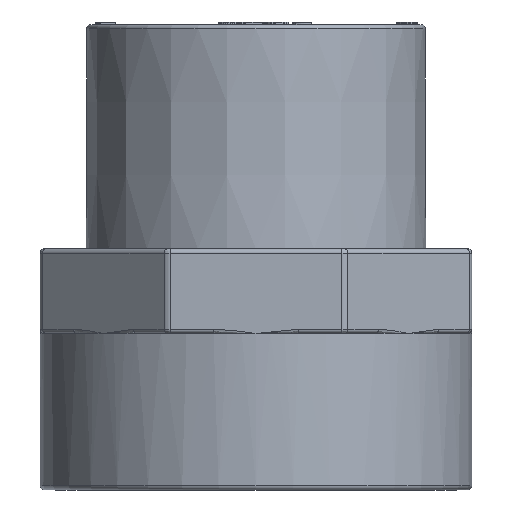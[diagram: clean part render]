
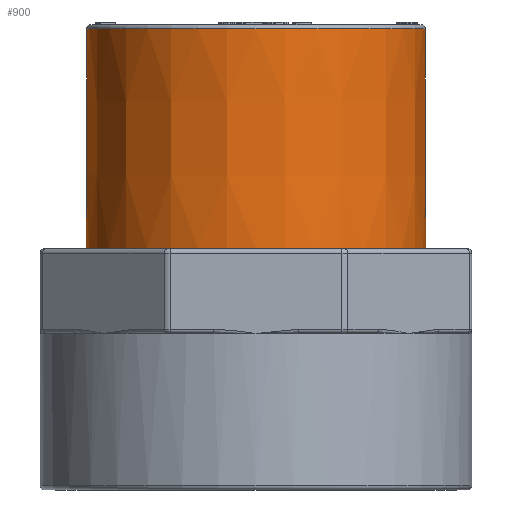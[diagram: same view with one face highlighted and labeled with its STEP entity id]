
A CAD part, left-side view. The second image highlights one B-rep face of the part: STEP entity #900.
In plain terms, the highlighted conical face has half-angle 0.116 degrees and reference radius 20 mm.
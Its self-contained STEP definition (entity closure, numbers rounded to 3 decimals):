
#83=CONICAL_SURFACE('',#14171,20.,0.116);
#900=ADVANCED_FACE('',(#3977,#3978),#83,.T.);
#3845=CIRCLE('',#14169,20.001);
#3846=CIRCLE('',#14170,20.054);
#3977=FACE_BOUND('',#4055,.T.);
#3978=FACE_BOUND('',#4056,.T.);
#4055=EDGE_LOOP('',(#5380));
#4056=EDGE_LOOP('',(#5381));
#5380=ORIENTED_EDGE('',*,*,#11167,.T.);
#5381=ORIENTED_EDGE('',*,*,#11168,.T.);
#9728=VERTEX_POINT('',#23197);
#9729=VERTEX_POINT('',#23199);
#11167=EDGE_CURVE('',#9728,#9728,#3845,.T.);
#11168=EDGE_CURVE('',#9729,#9729,#3846,.T.);
#14169=AXIS2_PLACEMENT_3D('',#23196,#15107,#15108);
#14170=AXIS2_PLACEMENT_3D('',#23198,#15109,#15110);
#14171=AXIS2_PLACEMENT_3D('',#23200,#15111,#15112);
#15107=DIRECTION('',(0.,0.,-1.));
#15108=DIRECTION('',(0.,1.,0.));
#15109=DIRECTION('',(0.,0.,1.));
#15110=DIRECTION('',(0.,1.,0.));
#15111=DIRECTION('',(0.,0.,-1.));
#15112=DIRECTION('',(0.,-1.,0.));
#23196=CARTESIAN_POINT('',(189.,357.5,45.005));
#23197=CARTESIAN_POINT('',(189.,377.501,45.005));
#23198=CARTESIAN_POINT('',(189.,357.5,19.004));
#23199=CARTESIAN_POINT('',(189.,377.554,19.004));
#23200=CARTESIAN_POINT('',(189.,357.5,45.504));
